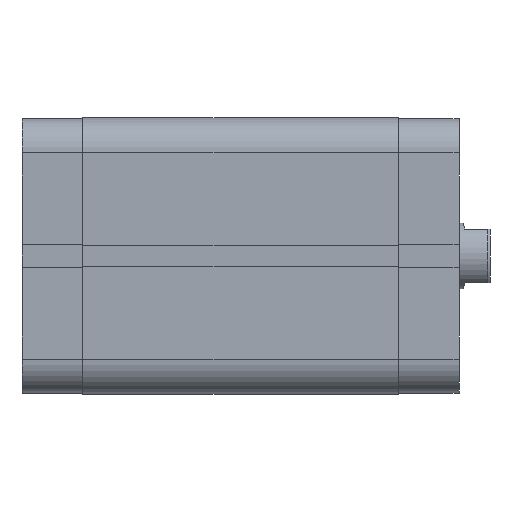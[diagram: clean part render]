
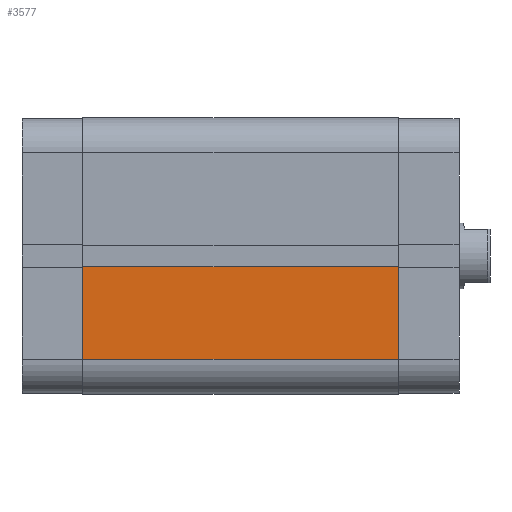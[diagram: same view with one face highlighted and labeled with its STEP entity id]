
A CAD part, front view. The second image highlights one B-rep face of the part: STEP entity #3577.
In plain terms, the highlighted planar face has unit normal (0, -1, 0).
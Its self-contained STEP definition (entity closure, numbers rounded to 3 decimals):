
#787 = ORIENTED_EDGE ( 'NONE', *, *, #4256, .T. ) ;
#788 = ORIENTED_EDGE ( 'NONE', *, *, #4257, .F. ) ;
#789 = ORIENTED_EDGE ( 'NONE', *, *, #4253, .F. ) ;
#790 = ORIENTED_EDGE ( 'NONE', *, *, #4252, .T. ) ;
#845 = EDGE_LOOP ( 'NONE', ( #790, #789, #788, #787 ) ) ;
#1102 = FACE_OUTER_BOUND ( 'NONE', #845, .T. ) ;
#3434 = LINE ( 'NONE', #6098, #3450 ) ;
#3445 = VECTOR ( 'NONE', #6112, 1000. ) ;
#3448 = LINE ( 'NONE', #6103, #3449 ) ;
#3449 = VECTOR ( 'NONE', #6104, 1000. ) ;
#3450 = VECTOR ( 'NONE', #6106, 1000. ) ;
#3455 = LINE ( 'NONE', #6102, #3445 ) ;
#3457 = LINE ( 'NONE', #6113, #3458 ) ;
#3458 = VECTOR ( 'NONE', #6114, 1000. ) ;
#3577 = ADVANCED_FACE ( 'NONE', ( #1102 ), #5357, .F. ) ;
#4252 = EDGE_CURVE ( 'NONE', #5325, #5323, #3448, .T. ) ;
#4253 = EDGE_CURVE ( 'NONE', #5258, #5323, #3434, .T. ) ;
#4256 = EDGE_CURVE ( 'NONE', #5339, #5325, #3455, .T. ) ;
#4257 = EDGE_CURVE ( 'NONE', #5339, #5258, #3457, .T. ) ;
#4323 = AXIS2_PLACEMENT_3D ( 'NONE', #5356, #5208, #5227 ) ;
#5208 = DIRECTION ( 'NONE',  ( 0., 1., 0. ) ) ;
#5227 = DIRECTION ( 'NONE',  ( 0., 0., 1. ) ) ;
#5258 = VERTEX_POINT ( 'NONE', #6259 ) ;
#5323 = VERTEX_POINT ( 'NONE', #6287 ) ;
#5325 = VERTEX_POINT ( 'NONE', #6288 ) ;
#5339 = VERTEX_POINT ( 'NONE', #6302 ) ;
#5356 = CARTESIAN_POINT ( 'NONE',  ( 0., -33.5, 76.5 ) ) ;
#5357 = PLANE ( 'NONE',  #4323 ) ;
#6098 = CARTESIAN_POINT ( 'NONE',  ( -2.6, -33.5, 76.5 ) ) ;
#6102 = CARTESIAN_POINT ( 'NONE',  ( -25., -33.5, 76.5 ) ) ;
#6103 = CARTESIAN_POINT ( 'NONE',  ( 0., -33.5, 0. ) ) ;
#6104 = DIRECTION ( 'NONE',  ( 1., 0., 0. ) ) ;
#6106 = DIRECTION ( 'NONE',  ( 0., 0., -1. ) ) ;
#6112 = DIRECTION ( 'NONE',  ( 0., 0., -1. ) ) ;
#6113 = CARTESIAN_POINT ( 'NONE',  ( 0., -33.5, 76.5 ) ) ;
#6114 = DIRECTION ( 'NONE',  ( 1., 0., 0. ) ) ;
#6259 = CARTESIAN_POINT ( 'NONE',  ( -2.6, -33.5, 76.5 ) ) ;
#6287 = CARTESIAN_POINT ( 'NONE',  ( -2.6, -33.5, 0. ) ) ;
#6288 = CARTESIAN_POINT ( 'NONE',  ( -25., -33.5, 0. ) ) ;
#6302 = CARTESIAN_POINT ( 'NONE',  ( -25., -33.5, 76.5 ) ) ;
